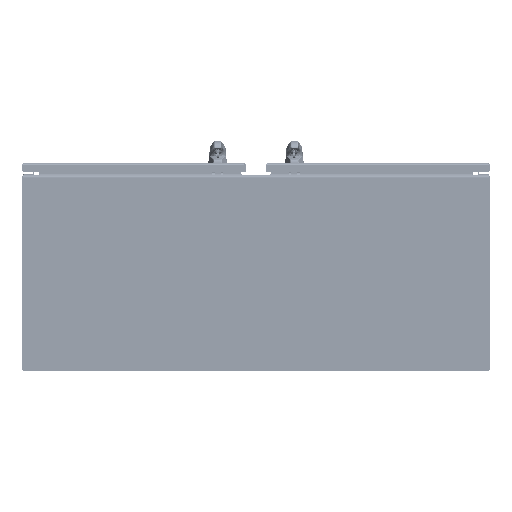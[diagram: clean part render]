
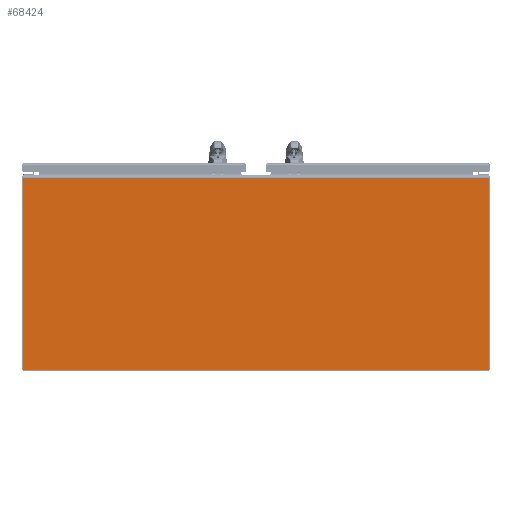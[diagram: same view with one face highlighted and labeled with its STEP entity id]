
A CAD part, front view. The second image highlights one B-rep face of the part: STEP entity #68424.
In plain terms, the highlighted face is planar.
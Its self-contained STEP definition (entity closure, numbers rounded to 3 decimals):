
#12269=PLANE('',#72689);
#14501=FACE_OUTER_BOUND('',#17534,.T.);
#17534=EDGE_LOOP('',(#54398,#54399,#54400,#54401));
#20803=LINE('',#97784,#25620);
#20808=LINE('',#97800,#25625);
#20811=LINE('',#97806,#25628);
#20812=LINE('',#97807,#25629);
#25620=VECTOR('',#79753,0.394);
#25625=VECTOR('',#79774,0.394);
#25628=VECTOR('',#79779,0.394);
#25629=VECTOR('',#79780,0.394);
#34074=VERTEX_POINT('',#97781);
#34075=VERTEX_POINT('',#97783);
#34078=VERTEX_POINT('',#97799);
#34080=VERTEX_POINT('',#97805);
#43403=EDGE_CURVE('',#34075,#34074,#20803,.T.);
#43411=EDGE_CURVE('',#34075,#34078,#20808,.T.);
#43414=EDGE_CURVE('',#34080,#34074,#20811,.T.);
#43415=EDGE_CURVE('',#34078,#34080,#20812,.T.);
#54398=ORIENTED_EDGE('',*,*,#43403,.T.);
#54399=ORIENTED_EDGE('',*,*,#43414,.F.);
#54400=ORIENTED_EDGE('',*,*,#43415,.F.);
#54401=ORIENTED_EDGE('',*,*,#43411,.F.);
#68424=ADVANCED_FACE('',(#14501),#12269,.F.);
#72689=AXIS2_PLACEMENT_3D('',#97804,#79777,#79778);
#79753=DIRECTION('',(1.,0.,0.));
#79774=DIRECTION('',(0.,-1.,0.));
#79777=DIRECTION('center_axis',(0.,0.,1.));
#79778=DIRECTION('ref_axis',(1.,0.,0.));
#79779=DIRECTION('',(0.,1.,0.));
#79780=DIRECTION('',(1.,0.,0.));
#97781=CARTESIAN_POINT('',(47.917,19.776,0.));
#97783=CARTESIAN_POINT('',(0.,19.776,0.));
#97784=CARTESIAN_POINT('',(11.979,19.776,0.));
#97799=CARTESIAN_POINT('',(0.,0.,0.));
#97800=CARTESIAN_POINT('',(0.,20.021,0.));
#97804=CARTESIAN_POINT('Origin',(23.959,10.011,0.));
#97805=CARTESIAN_POINT('',(47.917,0.,0.));
#97806=CARTESIAN_POINT('',(47.917,0.,0.));
#97807=CARTESIAN_POINT('',(0.,0.,0.));
